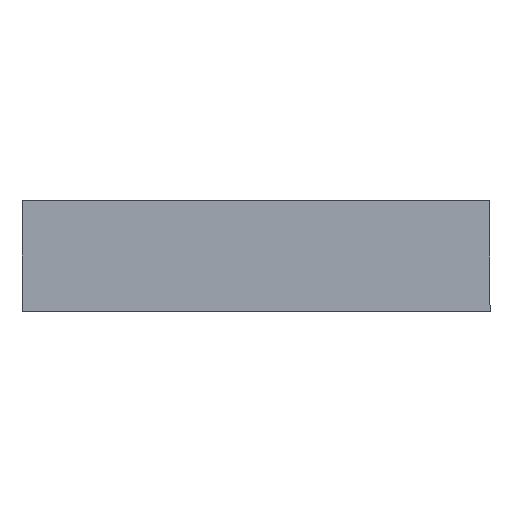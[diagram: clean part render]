
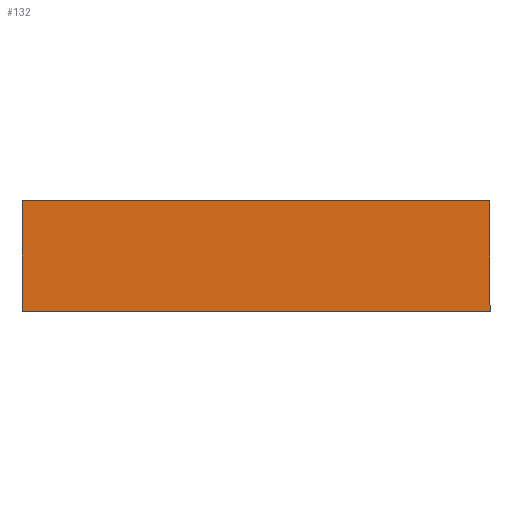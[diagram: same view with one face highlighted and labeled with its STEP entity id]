
A CAD part, left-side view. The second image highlights one B-rep face of the part: STEP entity #132.
In plain terms, the highlighted planar face has unit normal (-1, 0, 0).
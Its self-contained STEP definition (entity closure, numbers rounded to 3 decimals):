
#8 = ORIENTED_EDGE ( 'NONE', *, *, #377, .T. ) ;
#17 = EDGE_CURVE ( 'NONE', #124, #274, #79, .T. ) ;
#25 = PLANE ( 'NONE',  #342 ) ;
#52 = CARTESIAN_POINT ( 'NONE',  ( -463.5, -95., -22.5 ) ) ;
#55 = CARTESIAN_POINT ( 'NONE',  ( -463.5, -95., 22.5 ) ) ;
#60 = CARTESIAN_POINT ( 'NONE',  ( -463.5, 95., -22.5 ) ) ;
#79 = LINE ( 'NONE', #169, #158 ) ;
#90 = CARTESIAN_POINT ( 'NONE',  ( -463.5, -95., -22.5 ) ) ;
#110 = DIRECTION ( 'NONE',  ( 0., 0., -1. ) ) ;
#114 = DIRECTION ( 'NONE',  ( -1., 0., 0. ) ) ;
#116 = LINE ( 'NONE', #333, #126 ) ;
#124 = VERTEX_POINT ( 'NONE', #346 ) ;
#126 = VECTOR ( 'NONE', #241, 1000. ) ;
#132 = ADVANCED_FACE ( 'NONE', ( #299 ), #25, .T. ) ;
#133 = CARTESIAN_POINT ( 'NONE',  ( -463.5, 0., 0. ) ) ;
#136 = EDGE_CURVE ( 'NONE', #368, #246, #137, .T. ) ;
#137 = LINE ( 'NONE', #52, #289 ) ;
#139 = DIRECTION ( 'NONE',  ( 0., -1., 0. ) ) ;
#148 = ORIENTED_EDGE ( 'NONE', *, *, #286, .T. ) ;
#155 = EDGE_LOOP ( 'NONE', ( #219, #148, #338, #8 ) ) ;
#158 = VECTOR ( 'NONE', #110, 1000. ) ;
#167 = VECTOR ( 'NONE', #309, 1000. ) ;
#169 = CARTESIAN_POINT ( 'NONE',  ( -463.5, 95., -22.5 ) ) ;
#213 = CARTESIAN_POINT ( 'NONE',  ( -463.5, -95., 22.5 ) ) ;
#219 = ORIENTED_EDGE ( 'NONE', *, *, #17, .T. ) ;
#231 = DIRECTION ( 'NONE',  ( 0., 0., 1. ) ) ;
#241 = DIRECTION ( 'NONE',  ( 0., -1., 0. ) ) ;
#246 = VERTEX_POINT ( 'NONE', #55 ) ;
#274 = VERTEX_POINT ( 'NONE', #60 ) ;
#286 = EDGE_CURVE ( 'NONE', #274, #368, #116, .T. ) ;
#289 = VECTOR ( 'NONE', #231, 1000. ) ;
#299 = FACE_OUTER_BOUND ( 'NONE', #155, .T. ) ;
#305 = LINE ( 'NONE', #213, #167 ) ;
#309 = DIRECTION ( 'NONE',  ( 0., 1., 0. ) ) ;
#333 = CARTESIAN_POINT ( 'NONE',  ( -463.5, -95., -22.5 ) ) ;
#338 = ORIENTED_EDGE ( 'NONE', *, *, #136, .T. ) ;
#342 = AXIS2_PLACEMENT_3D ( 'NONE', #133, #114, #139 ) ;
#346 = CARTESIAN_POINT ( 'NONE',  ( -463.5, 95., 22.5 ) ) ;
#368 = VERTEX_POINT ( 'NONE', #90 ) ;
#377 = EDGE_CURVE ( 'NONE', #246, #124, #305, .T. ) ;
